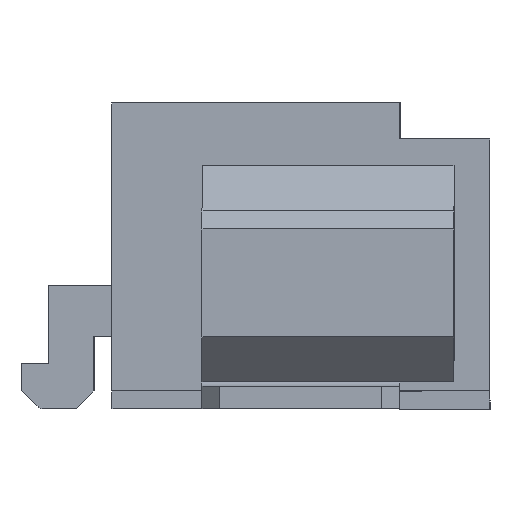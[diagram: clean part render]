
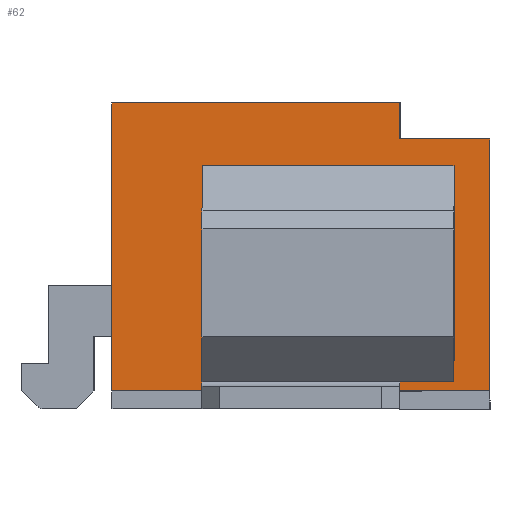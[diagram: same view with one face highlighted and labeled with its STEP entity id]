
A CAD part, left-side view. The second image highlights one B-rep face of the part: STEP entity #62.
In plain terms, the highlighted planar face has unit normal (-1, 0, 0).
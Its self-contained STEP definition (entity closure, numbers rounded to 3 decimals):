
#62=ADVANCED_FACE('',(#345,#346),#347,.F.);
#345=FACE_OUTER_BOUND('',#906,.T.);
#346=FACE_BOUND('',#907,.T.);
#347=PLANE('',#908);
#906=EDGE_LOOP('',(#1578,#1579,#1580,#1581,#1582,#1583));
#907=EDGE_LOOP('',(#1584,#1585,#1586,#1587));
#908=AXIS2_PLACEMENT_3D('',#1588,#1589,#1590);
#1578=ORIENTED_EDGE('',*,*,#3824,.F.);
#1579=ORIENTED_EDGE('',*,*,#3825,.T.);
#1580=ORIENTED_EDGE('',*,*,#3826,.F.);
#1581=ORIENTED_EDGE('',*,*,#3827,.F.);
#1582=ORIENTED_EDGE('',*,*,#3784,.F.);
#1583=ORIENTED_EDGE('',*,*,#3828,.F.);
#1584=ORIENTED_EDGE('',*,*,#3829,.F.);
#1585=ORIENTED_EDGE('',*,*,#3830,.F.);
#1586=ORIENTED_EDGE('',*,*,#3831,.T.);
#1587=ORIENTED_EDGE('',*,*,#3832,.T.);
#1588=CARTESIAN_POINT('',(-6.5,0.0,0.0));
#1589=DIRECTION('',(1.0,0.0,0.0));
#1590=DIRECTION('',(0.0,1.0,0.0));
#3784=EDGE_CURVE('',#4570,#4572,#4573,.T.);
#3824=EDGE_CURVE('',#4646,#4647,#4648,.T.);
#3825=EDGE_CURVE('',#4646,#4649,#4650,.T.);
#3826=EDGE_CURVE('',#4651,#4649,#4652,.T.);
#3827=EDGE_CURVE('',#4572,#4651,#4653,.T.);
#3828=EDGE_CURVE('',#4647,#4570,#4654,.T.);
#3829=EDGE_CURVE('',#4655,#4656,#4657,.T.);
#3830=EDGE_CURVE('',#4658,#4655,#4659,.T.);
#3831=EDGE_CURVE('',#4658,#4660,#4661,.T.);
#3832=EDGE_CURVE('',#4660,#4656,#4662,.T.);
#4570=VERTEX_POINT('',#5841);
#4572=VERTEX_POINT('',#5844);
#4573=LINE('',#5845,#5846);
#4646=VERTEX_POINT('',#5958);
#4647=VERTEX_POINT('',#5959);
#4648=LINE('',#5960,#5961);
#4649=VERTEX_POINT('',#5962);
#4650=LINE('',#5963,#5964);
#4651=VERTEX_POINT('',#5965);
#4652=LINE('',#5966,#5967);
#4653=LINE('',#5968,#5969);
#4654=LINE('',#5970,#5971);
#4655=VERTEX_POINT('',#5972);
#4656=VERTEX_POINT('',#5973);
#4657=LINE('',#5974,#5975);
#4658=VERTEX_POINT('',#5976);
#4659=LINE('',#5977,#5978);
#4660=VERTEX_POINT('',#5979);
#4661=LINE('',#5980,#5981);
#4662=LINE('',#5982,#5983);
#5841=CARTESIAN_POINT('',(-6.5,1.0,0.));
#5844=CARTESIAN_POINT('',(-6.5,5.2,0.));
#5845=CARTESIAN_POINT('',(-6.5,1.0,0.));
#5846=VECTOR('',#7708,1.0);
#5958=CARTESIAN_POINT('',(-6.5,2.0,2.8));
#5959=CARTESIAN_POINT('',(-6.5,1.0,2.8));
#5960=CARTESIAN_POINT('',(-6.5,2.0,2.8));
#5961=VECTOR('',#7748,1.0);
#5962=CARTESIAN_POINT('',(-6.5,2.0,3.2));
#5963=CARTESIAN_POINT('',(-6.5,2.0,2.8));
#5964=VECTOR('',#7749,1.0);
#5965=CARTESIAN_POINT('',(-6.5,5.2,3.2));
#5966=CARTESIAN_POINT('',(-6.5,5.2,3.2));
#5967=VECTOR('',#7750,1.0);
#5968=CARTESIAN_POINT('',(-6.5,5.2,0.));
#5969=VECTOR('',#7751,1.0);
#5970=CARTESIAN_POINT('',(-6.5,1.0,3.2));
#5971=VECTOR('',#7752,1.0);
#5972=CARTESIAN_POINT('',(-6.5,4.2,2.5));
#5973=CARTESIAN_POINT('',(-6.5,4.2,0.1));
#5974=CARTESIAN_POINT('',(-6.5,4.2,2.5));
#5975=VECTOR('',#7753,1.0);
#5976=CARTESIAN_POINT('',(-6.5,1.4,2.5));
#5977=CARTESIAN_POINT('',(-6.5,1.4,2.5));
#5978=VECTOR('',#7754,1.0);
#5979=CARTESIAN_POINT('',(-6.5,1.4,0.1));
#5980=CARTESIAN_POINT('',(-6.5,1.4,2.5));
#5981=VECTOR('',#7755,1.0);
#5982=CARTESIAN_POINT('',(-6.5,1.4,0.1));
#5983=VECTOR('',#7756,1.0);
#7708=DIRECTION('',(0.0,1.0,0.));
#7748=DIRECTION('',(0.0,-1.0,0.0));
#7749=DIRECTION('',(0.0,0.0,1.0));
#7750=DIRECTION('',(0.0,-1.0,0.0));
#7751=DIRECTION('',(0.0,0.,1.0));
#7752=DIRECTION('',(0.0,0.,-1.0));
#7753=DIRECTION('',(0.0,0.,-1.0));
#7754=DIRECTION('',(0.0,1.0,0.0));
#7755=DIRECTION('',(0.0,0.,-1.0));
#7756=DIRECTION('',(0.0,1.0,0.0));
